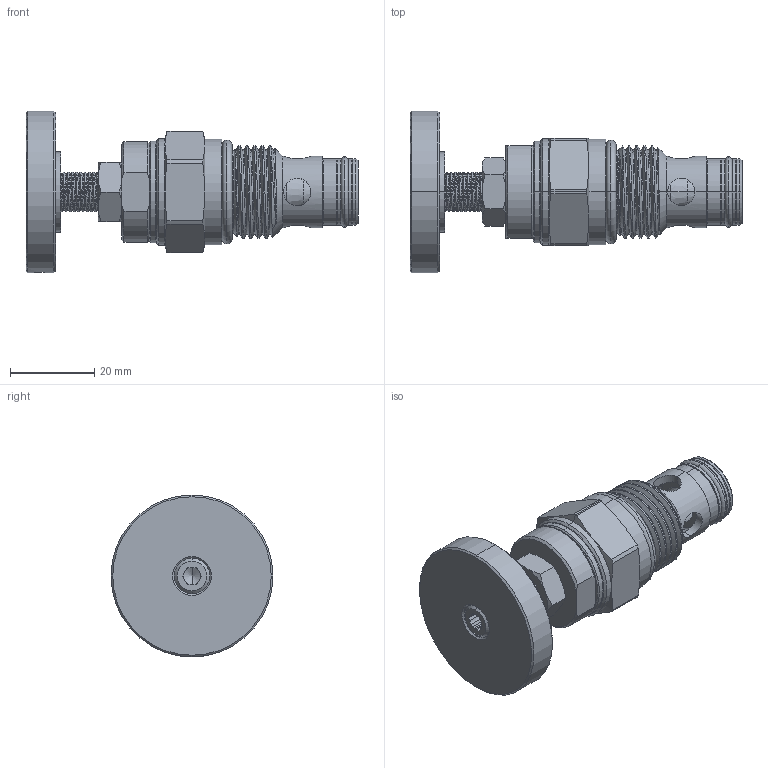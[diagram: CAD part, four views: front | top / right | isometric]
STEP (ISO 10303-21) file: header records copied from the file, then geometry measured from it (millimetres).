
FILE_DESCRIPTION (( 'STEP AP203' ), '1' );
FILE_NAME ('NV10W20-E.STEP', '2016-07-05T06:09:36', ( '' ), ( '' ), 'SwSTEP 2.0', 'SolidWorks 2012', '' );
FILE_SCHEMA (( 'CONFIG_CONTROL_DESIGN' ));
Length unit declared in the file: millimetre
Products named in the file (1): NV10W20-E
Bounding box: 78.74 x 38.4 x 38.4 mm (x, y, z)
Volume: 28675.9 mm3; surface area: 12286.1 mm2
Topology: 7 solids, 7 shells, 320 faces, 822 edges, 515 vertices
Faces by surface type: cylinder 160, plane 69, cone 58, torus 24, bspline 9
Entity records: 21369 total; most frequent: CARTESIAN_POINT 14176, ORIENTED_EDGE 1636, DIRECTION 1365, EDGE_CURVE 818, AXIS2_PLACEMENT_3D 534, VERTEX_POINT 515, EDGE_LOOP 343, FACE_OUTER_BOUND 320
